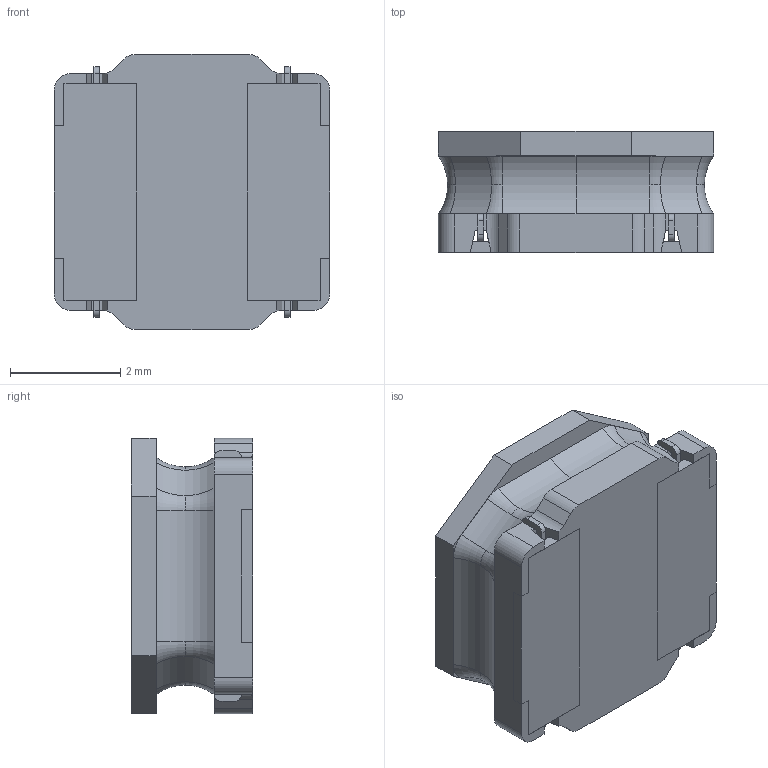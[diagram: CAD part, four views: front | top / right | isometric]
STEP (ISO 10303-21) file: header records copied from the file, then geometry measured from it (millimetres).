
FILE_DESCRIPTION (( 'STEP AP214' ), '1' );
FILE_NAME ('LQH5BPH4R7NT0L.STEP', '2020-01-28T05:48:19', ( '' ), ( '' ), 'SwSTEP 2.0', 'SolidWorks 2017', '' );
FILE_SCHEMA (( 'AUTOMOTIVE_DESIGN' ));
Length unit declared in the file: millimetre
Products named in the file (1): LQH5BPH4R7NT0L
Bounding box: 5 x 2.2 x 5 mm (x, y, z)
Volume: 44.9 mm3; surface area: 205 mm2
Topology: 7 solids, 7 shells, 143 faces, 387 edges, 258 vertices
Faces by surface type: plane 94, cylinder 33, torus 16
Entity records: 4594 total; most frequent: CARTESIAN_POINT 801, DIRECTION 776, ORIENTED_EDGE 774, EDGE_CURVE 387, LINE 278, VECTOR 278, VERTEX_POINT 258, AXIS2_PLACEMENT_3D 249
